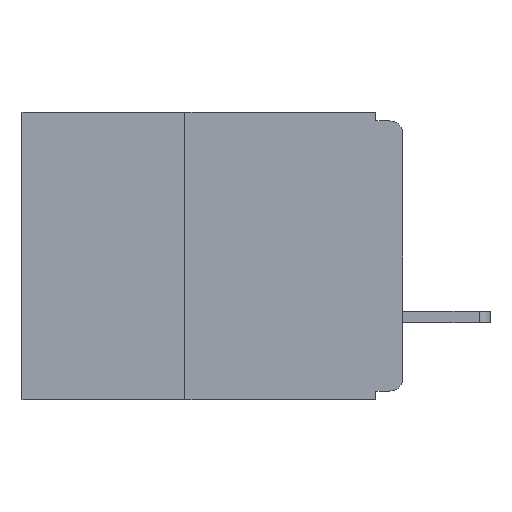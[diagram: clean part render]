
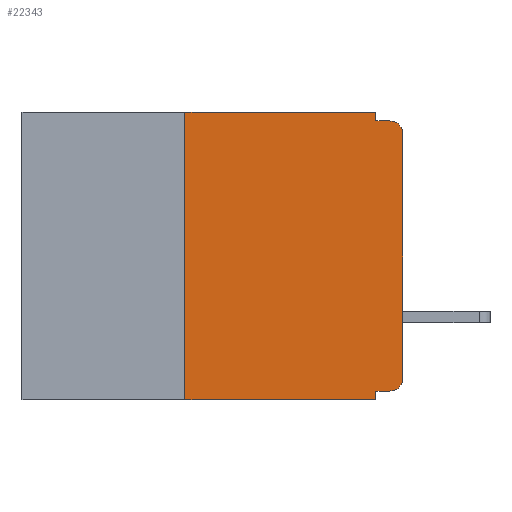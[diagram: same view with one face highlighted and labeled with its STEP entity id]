
A CAD part, left-side view. The second image highlights one B-rep face of the part: STEP entity #22343.
In plain terms, the highlighted planar face has unit normal (-1, 0, 0).
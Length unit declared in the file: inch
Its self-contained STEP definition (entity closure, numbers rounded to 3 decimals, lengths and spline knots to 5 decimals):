
#1183 = ORIENTED_EDGE ( 'NONE', *, *, #23779, .F. ) ;
#1446 = EDGE_CURVE ( 'NONE', #20383, #8163, #4474, .T. ) ;
#1804 = ORIENTED_EDGE ( 'NONE', *, *, #20344, .T. ) ;
#2291 = ORIENTED_EDGE ( 'NONE', *, *, #3293, .F. ) ;
#2678 = CARTESIAN_POINT ( 'NONE',  ( 0., 0.437, 0. ) ) ;
#3293 = EDGE_CURVE ( 'NONE', #21744, #6041, #5703, .T. ) ;
#3725 = VECTOR ( 'NONE', #10146, 39.37008 ) ;
#3874 = CARTESIAN_POINT ( 'NONE',  ( 0., 0.031, 0. ) ) ;
#4474 = LINE ( 'NONE', #18939, #11098 ) ;
#4733 = EDGE_LOOP ( 'NONE', ( #9381, #25419, #31776, #18081, #9009, #1183, #28622, #2291, #7839, #1804 ) ) ;
#5117 = CARTESIAN_POINT ( 'NONE',  ( 0., 0.015, -0.01 ) ) ;
#5440 = CARTESIAN_POINT ( 'NONE',  ( 0., 0.015, -0.32 ) ) ;
#5669 = VECTOR ( 'NONE', #16220, 39.37008 ) ;
#5703 = LINE ( 'NONE', #14039, #23882 ) ;
#6041 = VERTEX_POINT ( 'NONE', #15391 ) ;
#6491 = VECTOR ( 'NONE', #26671, 39.37008 ) ;
#6562 = CARTESIAN_POINT ( 'NONE',  ( 0., 0., -0.01 ) ) ;
#7452 = VERTEX_POINT ( 'NONE', #5117 ) ;
#7839 = ORIENTED_EDGE ( 'NONE', *, *, #17703, .F. ) ;
#7877 = PLANE ( 'NONE',  #25817 ) ;
#8011 = CARTESIAN_POINT ( 'NONE',  ( 0., 0., -0.025 ) ) ;
#8163 = VERTEX_POINT ( 'NONE', #8011 ) ;
#8205 = EDGE_CURVE ( 'NONE', #8163, #7452, #22222, .T. ) ;
#9009 = ORIENTED_EDGE ( 'NONE', *, *, #31435, .F. ) ;
#9083 = DIRECTION ( 'NONE',  ( 0., -1., 0. ) ) ;
#9381 = ORIENTED_EDGE ( 'NONE', *, *, #1446, .T. ) ;
#9420 = DIRECTION ( 'NONE',  ( 0., 0., -1. ) ) ;
#10146 = DIRECTION ( 'NONE',  ( 0., -1., 0. ) ) ;
#10336 = LINE ( 'NONE', #2678, #3725 ) ;
#10372 = CARTESIAN_POINT ( 'NONE',  ( 0., 0.437, 0. ) ) ;
#10937 = LINE ( 'NONE', #6562, #29753 ) ;
#11098 = VECTOR ( 'NONE', #18853, 39.37008 ) ;
#11344 = DIRECTION ( 'NONE',  ( 0., 0., -1. ) ) ;
#11965 = CARTESIAN_POINT ( 'NONE',  ( 0., 0.437, -0.33 ) ) ;
#12543 = CARTESIAN_POINT ( 'NONE',  ( 0., 0.015, -0.305 ) ) ;
#12589 = EDGE_CURVE ( 'NONE', #23796, #14006, #28446, .T. ) ;
#13089 = CARTESIAN_POINT ( 'NONE',  ( 0., 0.031, -0.32 ) ) ;
#13124 = DIRECTION ( 'NONE',  ( -1., 0., 0. ) ) ;
#14006 = VERTEX_POINT ( 'NONE', #27680 ) ;
#14039 = CARTESIAN_POINT ( 'NONE',  ( 0., 0.031, -0.33 ) ) ;
#14991 = DIRECTION ( 'NONE',  ( 0., 0., -1. ) ) ;
#15272 = CARTESIAN_POINT ( 'NONE',  ( 0., 0.25, 0. ) ) ;
#15337 = DIRECTION ( 'NONE',  ( 0., 0., -1. ) ) ;
#15391 = CARTESIAN_POINT ( 'NONE',  ( 0., 0.031, -0.33 ) ) ;
#16220 = DIRECTION ( 'NONE',  ( 0., 0., 1. ) ) ;
#16618 = VECTOR ( 'NONE', #24203, 39.37008 ) ;
#17703 = EDGE_CURVE ( 'NONE', #31506, #21744, #29654, .T. ) ;
#18081 = ORIENTED_EDGE ( 'NONE', *, *, #12589, .F. ) ;
#18853 = DIRECTION ( 'NONE',  ( 0., 0., 1. ) ) ;
#18939 = CARTESIAN_POINT ( 'NONE',  ( 0., 0., 0. ) ) ;
#19213 = CARTESIAN_POINT ( 'NONE',  ( 0., 0.031, 0. ) ) ;
#20344 = EDGE_CURVE ( 'NONE', #31506, #20383, #22920, .T. ) ;
#20383 = VERTEX_POINT ( 'NONE', #24970 ) ;
#21725 = CARTESIAN_POINT ( 'NONE',  ( 0., 0., -0.32 ) ) ;
#21744 = VERTEX_POINT ( 'NONE', #13089 ) ;
#21915 = VECTOR ( 'NONE', #9420, 39.37008 ) ;
#22176 = VERTEX_POINT ( 'NONE', #26954 ) ;
#22222 = CIRCLE ( 'NONE', #22989, 0.015 ) ;
#22343 = ADVANCED_FACE ( 'NONE', ( #25835 ), #7877, .F. ) ;
#22920 = CIRCLE ( 'NONE', #24726, 0.015 ) ;
#22989 = AXIS2_PLACEMENT_3D ( 'NONE', #27842, #13124, #30252 ) ;
#23360 = EDGE_CURVE ( 'NONE', #22176, #6041, #31858, .T. ) ;
#23779 = EDGE_CURVE ( 'NONE', #22176, #24920, #31082, .T. ) ;
#23796 = VERTEX_POINT ( 'NONE', #3874 ) ;
#23882 = VECTOR ( 'NONE', #11344, 39.37008 ) ;
#24203 = DIRECTION ( 'NONE',  ( 0., 1., 0. ) ) ;
#24726 = AXIS2_PLACEMENT_3D ( 'NONE', #12543, #29680, #14991 ) ;
#24920 = VERTEX_POINT ( 'NONE', #15272 ) ;
#24970 = CARTESIAN_POINT ( 'NONE',  ( 0., 0., -0.305 ) ) ;
#25419 = ORIENTED_EDGE ( 'NONE', *, *, #8205, .T. ) ;
#25817 = AXIS2_PLACEMENT_3D ( 'NONE', #10372, #30008, #15337 ) ;
#25835 = FACE_OUTER_BOUND ( 'NONE', #4733, .T. ) ;
#26671 = DIRECTION ( 'NONE',  ( 0., -1., 0. ) ) ;
#26954 = CARTESIAN_POINT ( 'NONE',  ( 0., 0.25, -0.33 ) ) ;
#27680 = CARTESIAN_POINT ( 'NONE',  ( 0., 0.031, -0.01 ) ) ;
#27842 = CARTESIAN_POINT ( 'NONE',  ( 0., 0.015, -0.025 ) ) ;
#28446 = LINE ( 'NONE', #19213, #21915 ) ;
#28622 = ORIENTED_EDGE ( 'NONE', *, *, #23360, .T. ) ;
#28773 = EDGE_CURVE ( 'NONE', #14006, #7452, #10937, .T. ) ;
#29654 = LINE ( 'NONE', #21725, #16618 ) ;
#29680 = DIRECTION ( 'NONE',  ( -1., 0., 0. ) ) ;
#29753 = VECTOR ( 'NONE', #9083, 39.37008 ) ;
#30008 = DIRECTION ( 'NONE',  ( 1., 0., 0. ) ) ;
#30252 = DIRECTION ( 'NONE',  ( 0., 0., -1. ) ) ;
#30872 = CARTESIAN_POINT ( 'NONE',  ( 0., 0.25, -0.33 ) ) ;
#31082 = LINE ( 'NONE', #30872, #5669 ) ;
#31435 = EDGE_CURVE ( 'NONE', #24920, #23796, #10336, .T. ) ;
#31506 = VERTEX_POINT ( 'NONE', #5440 ) ;
#31776 = ORIENTED_EDGE ( 'NONE', *, *, #28773, .F. ) ;
#31858 = LINE ( 'NONE', #11965, #6491 ) ;
